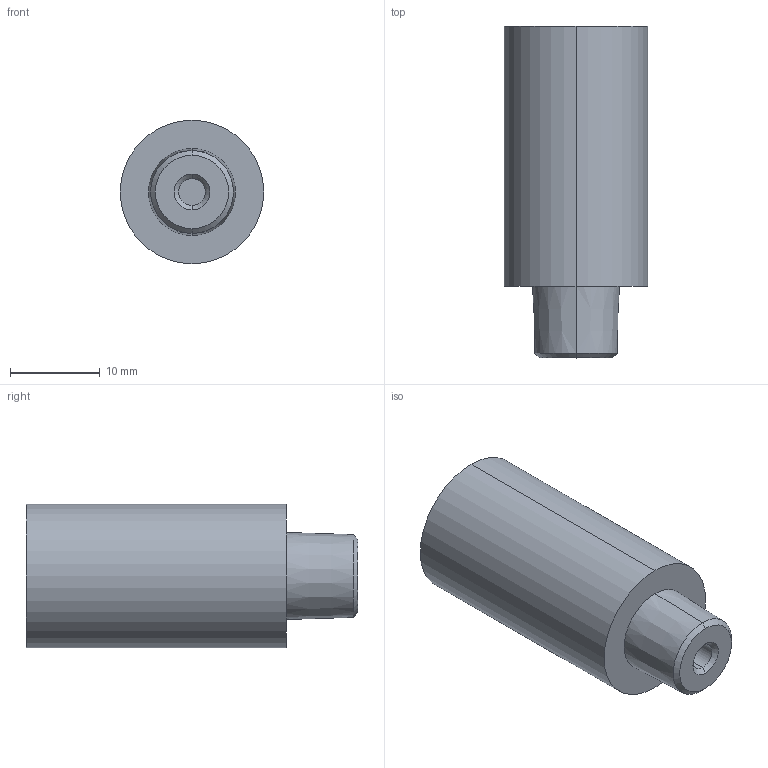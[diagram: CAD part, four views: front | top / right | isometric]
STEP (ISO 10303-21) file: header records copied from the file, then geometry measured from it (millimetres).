
FILE_DESCRIPTION (( 'STEP AP214' ), '1' );
FILE_NAME ('ANA1-01.step.step', '2010-07-30T06:19:20', ( 'SysAdmin' ), ( 'SolidWorks' ), 'SwSTEP 2.0', 'SolidWorks 2010', '' );
FILE_SCHEMA (( 'AUTOMOTIVE_DESIGN' ));
Length unit declared in the file: millimetre
Products named in the file (2): ANA1-01.step_Ana16018 Body_A1-01; ANA1-01.step
Assembly tree (1 placements, depth 2):
  ANA1-01.step
    ANA1-01.step_Ana16018 Body_A1-01
Bounding box: 16 x 37 x 16 mm (x, y, z)
Volume: 6330.7 mm3; surface area: 2154.4 mm2
Topology: 1 solids, 1 shells, 14 faces, 26 edges, 16 vertices
Faces by surface type: cone 6, cylinder 4, plane 4
Entity records: 420 total; most frequent: DIRECTION 78, CARTESIAN_POINT 60, ORIENTED_EDGE 52, AXIS2_PLACEMENT_3D 34, EDGE_CURVE 26, EDGE_LOOP 16, CIRCLE 16, VERTEX_POINT 16
